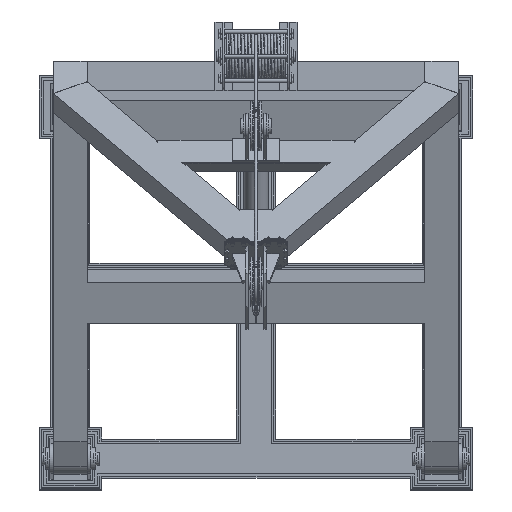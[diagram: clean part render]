
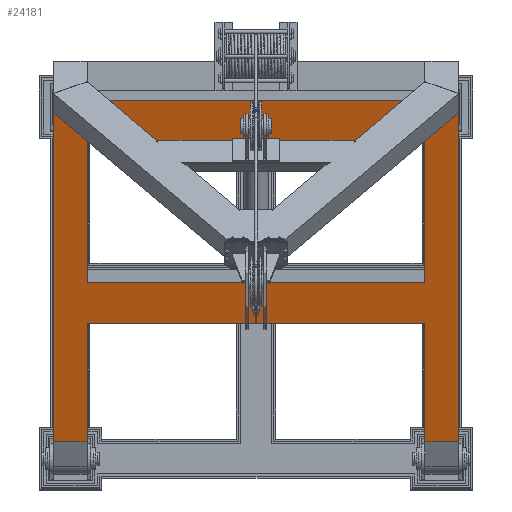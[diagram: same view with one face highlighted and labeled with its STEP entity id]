
A CAD part, top view. The second image highlights one B-rep face of the part: STEP entity #24181.
In plain terms, the highlighted free-form (B-spline) face has degree [1, 1] with [2, 2] control points.
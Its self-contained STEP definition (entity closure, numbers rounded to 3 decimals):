
#21671 = VERTEX_POINT('',#21672);
#21672 = CARTESIAN_POINT('',(-3118.264,2966.675,
    1567.024));
#21677 = EDGE_CURVE('',#21678,#21671,#21680,.T.);
#21678 = VERTEX_POINT('',#21679);
#21679 = CARTESIAN_POINT('',(-2869.972,2966.675,
    1567.024));
#21680 = B_SPLINE_CURVE_WITH_KNOTS('',1,(#21681,#21682),.UNSPECIFIED.,
  .F.,.F.,(2,2),(1015.,1185.),.PIECEWISE_BEZIER_KNOTS.);
#21681 = CARTESIAN_POINT('',(-2869.972,2966.675,
    1567.024));
#21682 = CARTESIAN_POINT('',(-3118.264,2966.675,
    1567.024));
#21699 = VERTEX_POINT('',#21700);
#21700 = CARTESIAN_POINT('',(-343.228,2966.675,
    1567.024));
#21705 = EDGE_CURVE('',#21706,#21699,#21708,.T.);
#21706 = VERTEX_POINT('',#21707);
#21707 = CARTESIAN_POINT('',(-94.935,2966.675,
    1567.024));
#21708 = B_SPLINE_CURVE_WITH_KNOTS('',1,(#21709,#21710),.UNSPECIFIED.,
  .F.,.F.,(2,2),(-885.,-715.),.PIECEWISE_BEZIER_KNOTS.);
#21709 = CARTESIAN_POINT('',(-94.935,2966.675,
    1567.024));
#21710 = CARTESIAN_POINT('',(-343.228,2966.675,
    1567.024));
#21784 = EDGE_CURVE('',#21785,#21706,#21787,.T.);
#21785 = VERTEX_POINT('',#21786);
#21786 = CARTESIAN_POINT('',(-94.935,346.173,
    715.571));
#21787 = B_SPLINE_CURVE_WITH_KNOTS('',1,(#21788,#21789),.UNSPECIFIED.,
  .F.,.F.,(2,2),(-454.051,1432.476),
  .PIECEWISE_BEZIER_KNOTS.);
#21788 = CARTESIAN_POINT('',(-94.935,346.173,
    715.571));
#21789 = CARTESIAN_POINT('',(-94.935,2966.675,
    1567.024));
#21878 = VERTEX_POINT('',#21879);
#21879 = CARTESIAN_POINT('',(-3118.264,346.173,
    715.571));
#21884 = EDGE_CURVE('',#21878,#21671,#21885,.T.);
#21885 = B_SPLINE_CURVE_WITH_KNOTS('',1,(#21886,#21887),.UNSPECIFIED.,
  .F.,.F.,(2,2),(0.,1886.528),.PIECEWISE_BEZIER_KNOTS.);
#21886 = CARTESIAN_POINT('',(-3118.264,346.173,
    715.571));
#21887 = CARTESIAN_POINT('',(-3118.264,2966.675,
    1567.024));
#24181 = ADVANCED_FACE('',(#24182,#24240),#24270,.T.);
#24182 = FACE_BOUND('',#24183,.T.);
#24183 = EDGE_LOOP('',(#24184,#24185,#24186,#24193,#24200,#24207,#24214,
    #24219,#24220,#24221,#24228,#24235));
#24184 = ORIENTED_EDGE('',*,*,#21677,.T.);
#24185 = ORIENTED_EDGE('',*,*,#21884,.F.);
#24186 = ORIENTED_EDGE('',*,*,#24187,.F.);
#24187 = EDGE_CURVE('',#24188,#21878,#24190,.T.);
#24188 = VERTEX_POINT('',#24189);
#24189 = CARTESIAN_POINT('',(-2869.972,346.173,
    715.571));
#24190 = B_SPLINE_CURVE_WITH_KNOTS('',1,(#24191,#24192),.UNSPECIFIED.,
  .F.,.F.,(2,2),(65.,235.),.PIECEWISE_BEZIER_KNOTS.);
#24191 = CARTESIAN_POINT('',(-2869.972,346.173,
    715.571));
#24192 = CARTESIAN_POINT('',(-3118.264,346.173,
    715.571));
#24193 = ORIENTED_EDGE('',*,*,#24194,.T.);
#24194 = EDGE_CURVE('',#24188,#24195,#24197,.T.);
#24195 = VERTEX_POINT('',#24196);
#24196 = CARTESIAN_POINT('',(-2869.972,1227.2,
    1001.834));
#24197 = B_SPLINE_CURVE_WITH_KNOTS('',1,(#24198,#24199),.UNSPECIFIED.,
  .F.,.F.,(2,2),(-454.051,180.209),
  .PIECEWISE_BEZIER_KNOTS.);
#24198 = CARTESIAN_POINT('',(-2869.972,346.173,
    715.571));
#24199 = CARTESIAN_POINT('',(-2869.972,1227.2,
    1001.834));
#24200 = ORIENTED_EDGE('',*,*,#24201,.F.);
#24201 = EDGE_CURVE('',#24202,#24195,#24204,.T.);
#24202 = VERTEX_POINT('',#24203);
#24203 = CARTESIAN_POINT('',(-343.228,1227.2,
    1001.834));
#24204 = B_SPLINE_CURVE_WITH_KNOTS('',1,(#24205,#24206),.UNSPECIFIED.,
  .F.,.F.,(2,2),(235.,1965.),.PIECEWISE_BEZIER_KNOTS.);
#24205 = CARTESIAN_POINT('',(-343.228,1227.2,
    1001.834));
#24206 = CARTESIAN_POINT('',(-2869.972,1227.2,
    1001.834));
#24207 = ORIENTED_EDGE('',*,*,#24208,.F.);
#24208 = EDGE_CURVE('',#24209,#24202,#24211,.T.);
#24209 = VERTEX_POINT('',#24210);
#24210 = CARTESIAN_POINT('',(-343.228,346.173,
    715.571));
#24211 = B_SPLINE_CURVE_WITH_KNOTS('',1,(#24212,#24213),.UNSPECIFIED.,
  .F.,.F.,(2,2),(0.,634.26),.PIECEWISE_BEZIER_KNOTS.);
#24212 = CARTESIAN_POINT('',(-343.228,346.173,
    715.571));
#24213 = CARTESIAN_POINT('',(-343.228,1227.2,
    1001.834));
#24214 = ORIENTED_EDGE('',*,*,#24215,.F.);
#24215 = EDGE_CURVE('',#21785,#24209,#24216,.T.);
#24216 = B_SPLINE_CURVE_WITH_KNOTS('',1,(#24217,#24218),.UNSPECIFIED.,
  .F.,.F.,(2,2),(65.,235.),.PIECEWISE_BEZIER_KNOTS.);
#24217 = CARTESIAN_POINT('',(-94.935,346.173,
    715.571));
#24218 = CARTESIAN_POINT('',(-343.228,346.173,
    715.571));
#24219 = ORIENTED_EDGE('',*,*,#21784,.T.);
#24220 = ORIENTED_EDGE('',*,*,#21705,.T.);
#24221 = ORIENTED_EDGE('',*,*,#24222,.F.);
#24222 = EDGE_CURVE('',#24223,#21699,#24225,.T.);
#24223 = VERTEX_POINT('',#24224);
#24224 = CARTESIAN_POINT('',(-343.228,2896.151,
    1544.109));
#24225 = B_SPLINE_CURVE_WITH_KNOTS('',1,(#24226,#24227),.UNSPECIFIED.,
  .F.,.F.,(2,2),(1835.756,1886.528),
  .PIECEWISE_BEZIER_KNOTS.);
#24226 = CARTESIAN_POINT('',(-343.228,2896.151,
    1544.109));
#24227 = CARTESIAN_POINT('',(-343.228,2966.675,
    1567.024));
#24228 = ORIENTED_EDGE('',*,*,#24229,.T.);
#24229 = EDGE_CURVE('',#24223,#24230,#24232,.T.);
#24230 = VERTEX_POINT('',#24231);
#24231 = CARTESIAN_POINT('',(-2869.972,2896.151,
    1544.109));
#24232 = B_SPLINE_CURVE_WITH_KNOTS('',1,(#24233,#24234),.UNSPECIFIED.,
  .F.,.F.,(2,2),(235.,1965.),.PIECEWISE_BEZIER_KNOTS.);
#24233 = CARTESIAN_POINT('',(-343.228,2896.151,
    1544.109));
#24234 = CARTESIAN_POINT('',(-2869.972,2896.151,
    1544.109));
#24235 = ORIENTED_EDGE('',*,*,#24236,.T.);
#24236 = EDGE_CURVE('',#24230,#21678,#24237,.T.);
#24237 = B_SPLINE_CURVE_WITH_KNOTS('',1,(#24238,#24239),.UNSPECIFIED.,
  .F.,.F.,(2,2),(1381.705,1432.476),
  .PIECEWISE_BEZIER_KNOTS.);
#24238 = CARTESIAN_POINT('',(-2869.972,2896.151,
    1544.109));
#24239 = CARTESIAN_POINT('',(-2869.972,2966.675,
    1567.024));
#24240 = FACE_BOUND('',#24241,.T.);
#24241 = EDGE_LOOP('',(#24242,#24251,#24258,#24265));
#24242 = ORIENTED_EDGE('',*,*,#24243,.T.);
#24243 = EDGE_CURVE('',#24244,#24246,#24248,.T.);
#24244 = VERTEX_POINT('',#24245);
#24245 = CARTESIAN_POINT('',(-343.228,1532.793,
    1101.127));
#24246 = VERTEX_POINT('',#24247);
#24247 = CARTESIAN_POINT('',(-2869.972,1532.793,
    1101.127));
#24248 = B_SPLINE_CURVE_WITH_KNOTS('',1,(#24249,#24250),.UNSPECIFIED.,
  .F.,.F.,(2,2),(235.,1965.),.PIECEWISE_BEZIER_KNOTS.);
#24249 = CARTESIAN_POINT('',(-343.228,1532.793,
    1101.127));
#24250 = CARTESIAN_POINT('',(-2869.972,1532.793,
    1101.127));
#24251 = ORIENTED_EDGE('',*,*,#24252,.T.);
#24252 = EDGE_CURVE('',#24246,#24253,#24255,.T.);
#24253 = VERTEX_POINT('',#24254);
#24254 = CARTESIAN_POINT('',(-2869.972,2590.557,
    1444.816));
#24255 = B_SPLINE_CURVE_WITH_KNOTS('',1,(#24256,#24257),.UNSPECIFIED.,
  .F.,.F.,(2,2),(400.209,1161.705),
  .PIECEWISE_BEZIER_KNOTS.);
#24256 = CARTESIAN_POINT('',(-2869.972,1532.793,
    1101.127));
#24257 = CARTESIAN_POINT('',(-2869.972,2590.557,
    1444.816));
#24258 = ORIENTED_EDGE('',*,*,#24259,.F.);
#24259 = EDGE_CURVE('',#24260,#24253,#24262,.T.);
#24260 = VERTEX_POINT('',#24261);
#24261 = CARTESIAN_POINT('',(-343.228,2590.557,
    1444.816));
#24262 = B_SPLINE_CURVE_WITH_KNOTS('',1,(#24263,#24264),.UNSPECIFIED.,
  .F.,.F.,(2,2),(235.,1965.),.PIECEWISE_BEZIER_KNOTS.);
#24263 = CARTESIAN_POINT('',(-343.228,2590.557,
    1444.816));
#24264 = CARTESIAN_POINT('',(-2869.972,2590.557,
    1444.816));
#24265 = ORIENTED_EDGE('',*,*,#24266,.F.);
#24266 = EDGE_CURVE('',#24244,#24260,#24267,.T.);
#24267 = B_SPLINE_CURVE_WITH_KNOTS('',1,(#24268,#24269),.UNSPECIFIED.,
  .F.,.F.,(2,2),(854.26,1615.756),
  .PIECEWISE_BEZIER_KNOTS.);
#24268 = CARTESIAN_POINT('',(-343.228,1532.793,
    1101.127));
#24269 = CARTESIAN_POINT('',(-343.228,2590.557,
    1444.816));
#24270 = B_SPLINE_SURFACE_WITH_KNOTS('',1,1,(
    (#24271,#24272)
    ,(#24273,#24274
    )),.UNSPECIFIED.,.F.,.F.,.F.,(2,2),(2,2),(0.,1886.528),(
    -1835.,235.),.PIECEWISE_BEZIER_KNOTS.);
#24271 = CARTESIAN_POINT('',(-94.935,346.173,
    715.571));
#24272 = CARTESIAN_POINT('',(-3118.264,346.173,
    715.571));
#24273 = CARTESIAN_POINT('',(-94.935,2966.675,
    1567.024));
#24274 = CARTESIAN_POINT('',(-3118.264,2966.675,
    1567.024));
